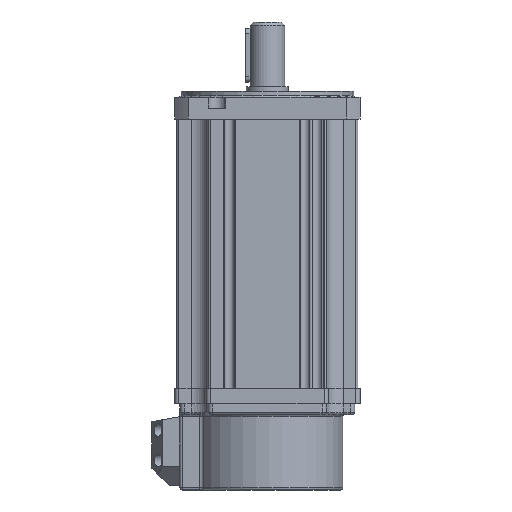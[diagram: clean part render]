
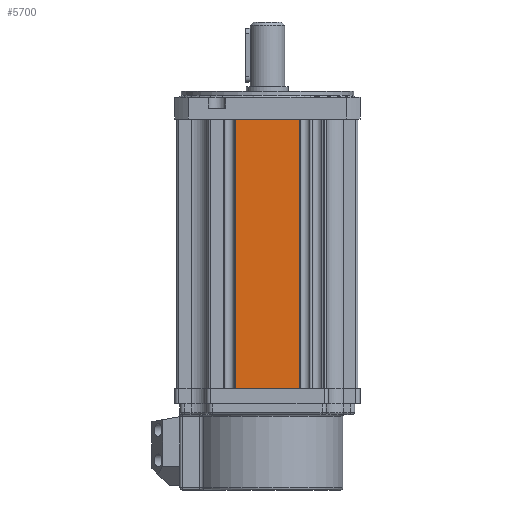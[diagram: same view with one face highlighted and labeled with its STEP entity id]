
A CAD part, left-side view. The second image highlights one B-rep face of the part: STEP entity #5700.
In plain terms, the highlighted planar face has unit normal (-1, 0, 0).
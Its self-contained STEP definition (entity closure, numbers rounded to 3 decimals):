
#204=LINE('',#9055,#660);
#205=LINE('',#9059,#661);
#206=LINE('',#9061,#662);
#207=LINE('',#9062,#663);
#660=VECTOR('',#7108,125.);
#661=VECTOR('',#7113,29.5);
#662=VECTOR('',#7114,125.);
#663=VECTOR('',#7115,29.5);
#1321=FACE_OUTER_BOUND('',#1666,.T.);
#1666=EDGE_LOOP('',(#3998,#3999,#4000,#4001));
#2520=VERTEX_POINT('',#9052);
#2521=VERTEX_POINT('',#9054);
#2522=VERTEX_POINT('',#9058);
#2523=VERTEX_POINT('',#9060);
#3105=EDGE_CURVE('',#2521,#2520,#204,.T.);
#3107=EDGE_CURVE('',#2520,#2522,#205,.T.);
#3108=EDGE_CURVE('',#2523,#2522,#206,.T.);
#3109=EDGE_CURVE('',#2521,#2523,#207,.T.);
#3998=ORIENTED_EDGE('',*,*,#3107,.T.);
#3999=ORIENTED_EDGE('',*,*,#3108,.F.);
#4000=ORIENTED_EDGE('',*,*,#3109,.F.);
#4001=ORIENTED_EDGE('',*,*,#3105,.T.);
#5557=PLANE('',#6193);
#5700=ADVANCED_FACE('',(#1321),#5557,.F.);
#6193=AXIS2_PLACEMENT_3D('',#9057,#7111,#7112);
#7108=DIRECTION('',(0.,0.,1.));
#7111=DIRECTION('center_axis',(1.,0.,0.));
#7112=DIRECTION('ref_axis',(0.,0.,-1.));
#7113=DIRECTION('',(0.,1.,0.));
#7114=DIRECTION('',(0.,0.,1.));
#7115=DIRECTION('',(0.,1.,0.));
#9052=CARTESIAN_POINT('',(-42.,-14.75,-10.));
#9054=CARTESIAN_POINT('',(-42.,-14.75,-135.));
#9055=CARTESIAN_POINT('',(-42.,-14.75,-135.));
#9057=CARTESIAN_POINT('Origin',(-42.,14.75,-135.));
#9058=CARTESIAN_POINT('',(-42.,14.75,-10.));
#9059=CARTESIAN_POINT('',(-42.,-14.75,-10.));
#9060=CARTESIAN_POINT('',(-42.,14.75,-135.));
#9061=CARTESIAN_POINT('',(-42.,14.75,-135.));
#9062=CARTESIAN_POINT('',(-42.,-14.75,-135.));
